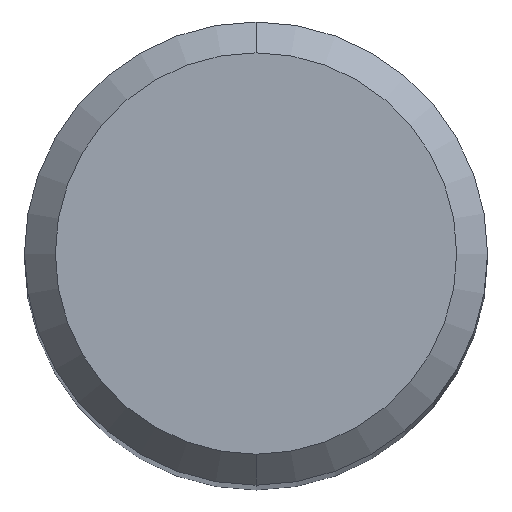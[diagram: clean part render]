
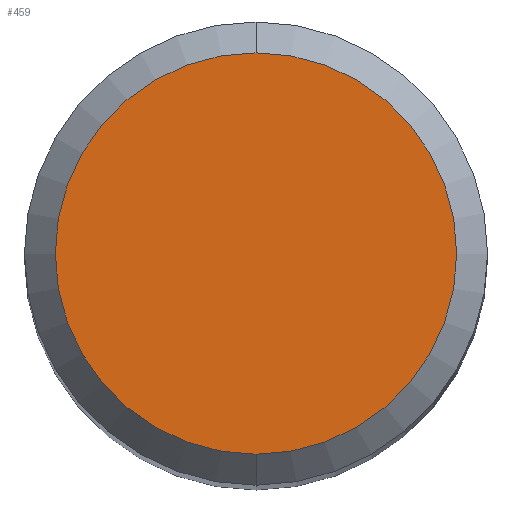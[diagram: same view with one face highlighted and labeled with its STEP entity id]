
A CAD part, top view. The second image highlights one B-rep face of the part: STEP entity #459.
In plain terms, the highlighted planar face has unit normal (0, 0, 1).
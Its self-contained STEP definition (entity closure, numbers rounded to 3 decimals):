
#291=VERTEX_POINT('',#610);
#353=EDGE_CURVE('',#455,#291,#678,.T.);
#409=EDGE_CURVE('',#291,#455,#742,.T.);
#455=VERTEX_POINT('',#791);
#459=ADVANCED_FACE('',(#795),#796,.T.);
#610=CARTESIAN_POINT('',(0.,-2.6,0.0));
#678=CIRCLE('',#1231,2.6);
#742=CIRCLE('',#1348,2.6);
#791=CARTESIAN_POINT('',(0.0,2.6,0.0));
#795=FACE_OUTER_BOUND('',#1437,.T.);
#796=PLANE('',#1438);
#1231=AXIS2_PLACEMENT_3D('',#1665,#1666,#1667);
#1348=AXIS2_PLACEMENT_3D('',#1754,#1755,#1756);
#1437=EDGE_LOOP('',(#1798,#1799));
#1438=AXIS2_PLACEMENT_3D('',#1800,#1801,#1802);
#1665=CARTESIAN_POINT('',(0.0,0.0,0.0));
#1666=DIRECTION('',(0.0,0.0,-1.0));
#1667=DIRECTION('',(0.0,1.0,0.0));
#1754=CARTESIAN_POINT('',(0.0,0.0,0.0));
#1755=DIRECTION('',(0.0,0.0,-1.0));
#1756=DIRECTION('',(0.0,1.0,0.0));
#1798=ORIENTED_EDGE('',*,*,#353,.F.);
#1799=ORIENTED_EDGE('',*,*,#409,.F.);
#1800=CARTESIAN_POINT('',(0.0,1.3,0.0));
#1801=DIRECTION('',(-0.0,0.0,1.0));
#1802=DIRECTION('',(0.0,-1.0,0.0));
